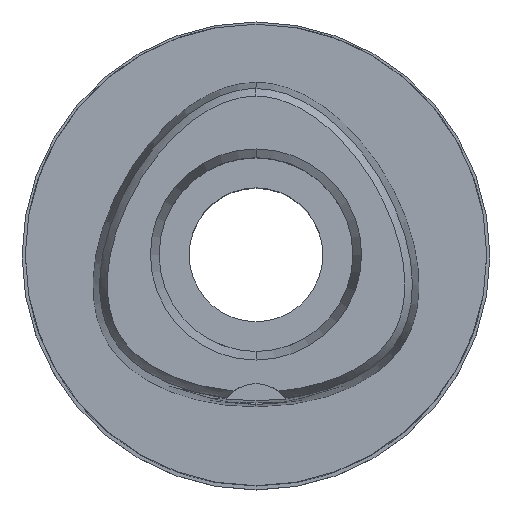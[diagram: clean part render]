
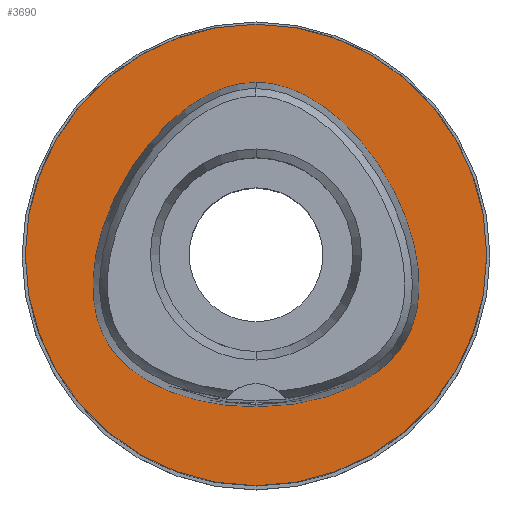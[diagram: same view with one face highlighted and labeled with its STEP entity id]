
A CAD part, top view. The second image highlights one B-rep face of the part: STEP entity #3690.
In plain terms, the highlighted planar face has unit normal (0, 0, 1).
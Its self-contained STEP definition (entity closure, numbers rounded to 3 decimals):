
#272=CARTESIAN_POINT('',(0.,0.,0.));
#273=DIRECTION('',(0.,0.,-1.));
#274=DIRECTION('',(0.,-1.,0.));
#275=AXIS2_PLACEMENT_3D('',#272,#273,#274);
#280=CARTESIAN_POINT('',(0.,0.,0.));
#281=DIRECTION('',(0.,0.,-1.));
#282=DIRECTION('',(0.,1.,0.));
#283=AXIS2_PLACEMENT_3D('',#280,#281,#282);
#288=CARTESIAN_POINT('',(0.,-16.455,0.));
#289=CARTESIAN_POINT('',(0.775,-16.455,0.));
#290=CARTESIAN_POINT('',(2.294,-16.393,
0.));
#291=CARTESIAN_POINT('',(4.518,-16.12,
0.));
#292=CARTESIAN_POINT('',(6.585,-15.689,0.));
#293=CARTESIAN_POINT('',(8.454,-15.132,0.));
#294=CARTESIAN_POINT('',(10.105,-14.478,0.));
#295=CARTESIAN_POINT('',(11.538,-13.756,0.));
#296=CARTESIAN_POINT('',(12.767,-12.987,0.));
#297=CARTESIAN_POINT('',(13.81,-12.186,0.));
#298=CARTESIAN_POINT('',(14.69,-11.359,0.));
#299=CARTESIAN_POINT('',(15.424,-10.514,0.));
#300=CARTESIAN_POINT('',(16.029,-9.652,0.));
#301=CARTESIAN_POINT('',(16.531,-8.746,0.));
#302=CARTESIAN_POINT('',(16.95,-7.757,0.));
#303=CARTESIAN_POINT('',(17.286,-6.661,0.));
#304=CARTESIAN_POINT('',(17.528,-5.444,0.));
#305=CARTESIAN_POINT('',(17.663,-4.093,0.));
#306=CARTESIAN_POINT('',(17.669,-2.593,0.));
#307=CARTESIAN_POINT('',(17.524,-0.938,0.));
#308=CARTESIAN_POINT('',(17.202,0.869,0.));
#309=CARTESIAN_POINT('',(16.681,2.808,0.));
#310=CARTESIAN_POINT('',(15.948,4.84,0.));
#311=CARTESIAN_POINT('',(15.005,6.901,0.));
#312=CARTESIAN_POINT('',(13.877,8.915,0.));
#313=CARTESIAN_POINT('',(12.601,10.813,0.));
#314=CARTESIAN_POINT('',(11.228,12.532,0.));
#315=CARTESIAN_POINT('',(9.813,14.029,0.));
#316=CARTESIAN_POINT('',(8.4,15.288,0.));
#317=CARTESIAN_POINT('',(7.024,16.314,0.));
#318=CARTESIAN_POINT('',(5.702,17.123,0.));
#319=CARTESIAN_POINT('',(4.444,17.739,0.));
#320=CARTESIAN_POINT('',(3.249,18.187,0.));
#321=CARTESIAN_POINT('',(2.114,18.488,0.));
#322=CARTESIAN_POINT('',(1.032,18.659,
0.));
#323=CARTESIAN_POINT('',(0.339,18.695,
0.));
#324=CARTESIAN_POINT('',(0.,18.695,
0.));
#329=CARTESIAN_POINT('',(0.,18.695,
0.));
#330=CARTESIAN_POINT('',(-0.332,18.695,
0.));
#331=CARTESIAN_POINT('',(-1.009,18.66,
0.));
#332=CARTESIAN_POINT('',(-2.063,18.498,
0.));
#333=CARTESIAN_POINT('',(-3.165,18.213,0.));
#334=CARTESIAN_POINT('',(-4.323,17.789,0.));
#335=CARTESIAN_POINT('',(-5.537,17.211,0.));
#336=CARTESIAN_POINT('',(-6.81,16.454,0.));
#337=CARTESIAN_POINT('',(-8.135,15.499,0.));
#338=CARTESIAN_POINT('',(-9.496,14.329,0.));
#339=CARTESIAN_POINT('',(-10.87,12.933,0.));
#340=CARTESIAN_POINT('',(-12.212,11.327,0.));
#341=CARTESIAN_POINT('',(-13.482,9.536,0.));
#342=CARTESIAN_POINT('',(-14.626,7.618,0.));
#343=CARTESIAN_POINT('',(-15.608,5.63,0.));
#344=CARTESIAN_POINT('',(-16.399,3.648,0.));
#345=CARTESIAN_POINT('',(-16.992,1.726,0.));
#346=CARTESIAN_POINT('',(-17.39,-0.083,0.));
#347=CARTESIAN_POINT('',(-17.613,-1.759,0.));
#348=CARTESIAN_POINT('',(-17.682,-3.292,0.));
#349=CARTESIAN_POINT('',(-17.619,-4.681,0.));
#350=CARTESIAN_POINT('',(-17.443,-5.942,0.));
#351=CARTESIAN_POINT('',(-17.171,-7.079,0.));
#352=CARTESIAN_POINT('',(-16.814,-8.108,0.));
#353=CARTESIAN_POINT('',(-16.373,-9.056,0.));
#354=CARTESIAN_POINT('',(-15.845,-9.934,0.));
#355=CARTESIAN_POINT('',(-15.213,-10.774,0.));
#356=CARTESIAN_POINT('',(-14.463,-11.587,0.));
#357=CARTESIAN_POINT('',(-13.57,-12.383,0.));
#358=CARTESIAN_POINT('',(-12.514,-13.158,0.));
#359=CARTESIAN_POINT('',(-11.282,-13.896,0.));
#360=CARTESIAN_POINT('',(-9.857,-14.586,0.));
#361=CARTESIAN_POINT('',(-8.226,-15.208,0.));
#362=CARTESIAN_POINT('',(-6.391,-15.736,0.));
#363=CARTESIAN_POINT('',(-4.374,-16.141,
0.));
#364=CARTESIAN_POINT('',(-2.225,-16.396,
0.));
#365=CARTESIAN_POINT('',(-0.751,-16.455,0.));
#366=CARTESIAN_POINT('',(0.,-16.455,0.));
#2741=VERTEX_POINT('',#329);
#2742=VERTEX_POINT('',#366);
#2747=CARTESIAN_POINT('',(0.,-25.,0.));
#2748=CARTESIAN_POINT('',(0.,25.,0.));
#2749=VERTEX_POINT('',#2747);
#2750=VERTEX_POINT('',#2748);
#3674=CARTESIAN_POINT('',(0.,0.,0.));
#3675=DIRECTION('',(0.,0.,-1.));
#3676=DIRECTION('',(0.,-1.,0.));
#3677=AXIS2_PLACEMENT_3D('',#3674,#3675,#3676);
#3678=PLANE('',#3677);
#3680=ORIENTED_EDGE('',*,*,#3679,.T.);
#3682=ORIENTED_EDGE('',*,*,#3681,.T.);
#3683=EDGE_LOOP('',(#3680,#3682));
#3684=FACE_OUTER_BOUND('',#3683,.F.);
#3686=ORIENTED_EDGE('',*,*,#3685,.T.);
#3687=ORIENTED_EDGE('',*,*,#3657,.T.);
#3688=EDGE_LOOP('',(#3686,#3687));
#3689=FACE_BOUND('',#3688,.F.);
#276=CIRCLE('',#275,25.);
#284=CIRCLE('',#283,25.);
#325=B_SPLINE_CURVE_WITH_KNOTS('',3,(#288,#289,#290,#291,#292,#293,#294,#295,
#296,#297,#298,#299,#300,#301,#302,#303,#304,#305,#306,#307,#308,#309,#310,#311,
#312,#313,#314,#315,#316,#317,#318,#319,#320,#321,#322,#323,#324),.UNSPECIFIED.,
.F.,.F.,(4,1,1,1,1,1,1,1,1,1,1,1,1,1,1,1,1,1,1,1,1,1,1,1,1,1,1,1,1,1,1,1,1,1,4),
(0.,0.029,0.059,0.088,0.118,
0.147,0.176,0.206,0.235,
0.265,0.294,0.324,0.353,
0.382,0.412,0.441,0.471,0.5,
0.529,0.559,0.588,0.618,
0.647,0.676,0.706,0.735,
0.765,0.794,0.824,0.853,
0.882,0.912,0.941,0.971,1.),
.UNSPECIFIED.);
#367=B_SPLINE_CURVE_WITH_KNOTS('',3,(#329,#330,#331,#332,#333,#334,#335,#336,
#337,#338,#339,#340,#341,#342,#343,#344,#345,#346,#347,#348,#349,#350,#351,#352,
#353,#354,#355,#356,#357,#358,#359,#360,#361,#362,#363,#364,#365,#366),
.UNSPECIFIED.,.F.,.F.,(4,1,1,1,1,1,1,1,1,1,1,1,1,1,1,1,1,1,1,1,1,1,1,1,1,1,1,1,
1,1,1,1,1,1,1,4),(0.,0.029,0.057,0.086,
0.114,0.143,0.171,0.2,0.229,
0.257,0.286,0.314,0.343,
0.371,0.4,0.429,0.457,0.486,
0.514,0.543,0.571,0.6,0.629,
0.657,0.686,0.714,0.743,
0.771,0.8,0.829,0.857,0.886,
0.914,0.943,0.971,1.),.UNSPECIFIED.);
#3657=EDGE_CURVE('',#2741,#2742,#367,.T.);
#3679=EDGE_CURVE('',#2749,#2750,#276,.T.);
#3681=EDGE_CURVE('',#2750,#2749,#284,.T.);
#3685=EDGE_CURVE('',#2742,#2741,#325,.T.);
#3690=ADVANCED_FACE('',(#3684,#3689),#3678,.F.);
